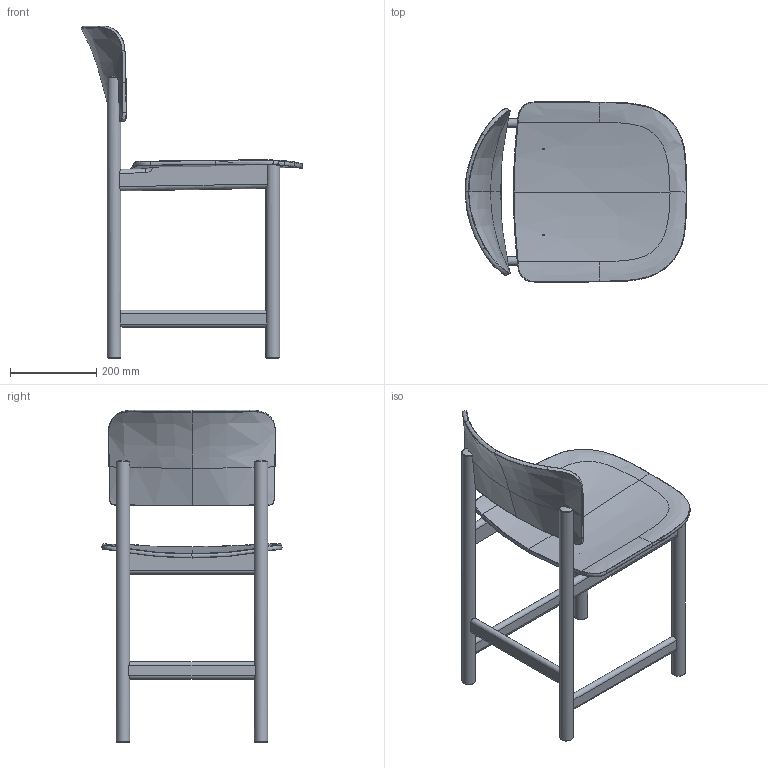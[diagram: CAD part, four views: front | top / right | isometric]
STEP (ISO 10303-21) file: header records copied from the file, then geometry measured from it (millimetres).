
FILE_DESCRIPTION(/* description */ ('Assembled chair'),/* implementation_level */ '2;1');
FILE_NAME(/* name */ 'RENAME.stp',/* time_stamp */ '2025-10-06T12:45:49+02:00',/* author */ ('anl'),/* organization */ (''),/* preprocessor_version */ 'ST-DEVELOPER v20',/* originating_system */ 'Autodesk Inventor 2025',/* authorisation */ '');
FILE_SCHEMA (('AUTOMOTIVE_DESIGN { 1 0 10303 214 3 1 1 }'));
Length unit declared in the file: millimetre
Products named in the file (14): 3422-A-1000; 3422-W-1001; 3422-W-1002; 3422-W-1003; 3422-W-1004; 3422-W-1005; 3422-W-1006; 3422-W-1008; 3422-W-1009; 3422-W-1010; 3422-W-1011; 3422-W-1007; Washer; ISO 4762 - M5 x 30(1)
Assembly tree (20 placements, depth 2):
  3422-A-1000
    3422-W-1001
    3422-W-1002
    3422-W-1003
    3422-W-1004
    3422-W-1005
    3422-W-1006
    3422-W-1007  x2
    3422-W-1008
    3422-W-1009
    3422-W-1010
    3422-W-1011
    Washer  x4
    ISO 4762 - M5 x 30(1)  x4
Bounding box: 514.54 x 417.7 x 769.94 mm (x, y, z)
Volume: 6111877.8 mm3; surface area: 1034245.6 mm2
Topology: 21 solids, 21 shells, 323 faces, 721 edges, 450 vertices
Faces by surface type: bspline 151, plane 84, cylinder 62, torus 12, cone 12, sphere 2
Full cylindrical faces by diameter (mm): 1.5 x4, 5 x8, 6 x4, 8.5 x4, 10 x4, 10.5 x4, 32 x4
Entity records: 21178 total; most frequent: CARTESIAN_POINT 15647, ORIENTED_EDGE 1160, DIRECTION 639, EDGE_CURVE 580, VERTEX_POINT 358, B_SPLINE_CURVE_WITH_KNOTS 340, EDGE_LOOP 280, AXIS2_PLACEMENT_3D 263
